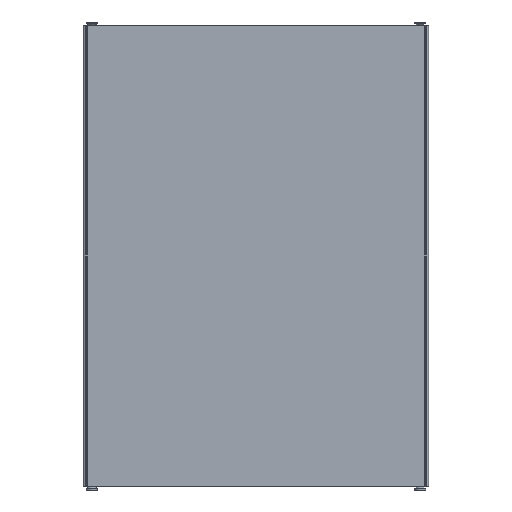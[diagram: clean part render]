
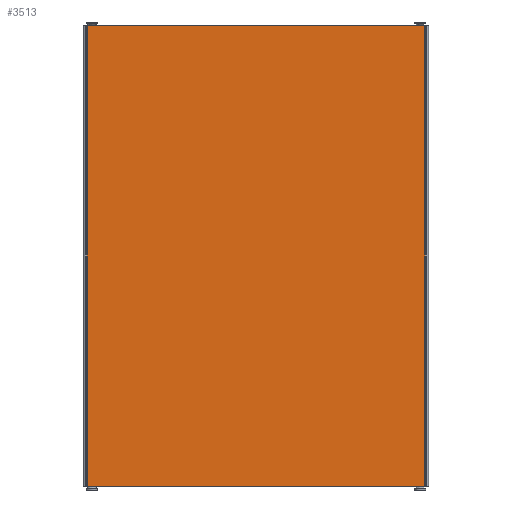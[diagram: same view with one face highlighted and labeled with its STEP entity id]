
A CAD part, front view. The second image highlights one B-rep face of the part: STEP entity #3513.
In plain terms, the highlighted planar face has unit normal (0, -1, 0).
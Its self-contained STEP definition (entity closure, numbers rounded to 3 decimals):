
#495=FACE_OUTER_BOUND('',#673,.T.);
#673=EDGE_LOOP('',(#2944,#2945,#2946,#2947));
#783=LINE('',#4931,#1074);
#884=LINE('',#5352,#1175);
#989=LINE('',#5579,#1280);
#991=LINE('',#5582,#1282);
#1074=VECTOR('',#3977,161.1);
#1175=VECTOR('',#4298,161.1);
#1280=VECTOR('',#4597,220.);
#1282=VECTOR('',#4601,220.);
#1526=VERTEX_POINT('',#4928);
#1527=VERTEX_POINT('',#4930);
#1736=VERTEX_POINT('',#5349);
#1737=VERTEX_POINT('',#5351);
#1864=EDGE_CURVE('',#1526,#1527,#783,.T.);
#2074=EDGE_CURVE('',#1736,#1737,#884,.T.);
#2192=EDGE_CURVE('',#1527,#1736,#989,.T.);
#2194=EDGE_CURVE('',#1737,#1526,#991,.T.);
#2944=ORIENTED_EDGE('',*,*,#2192,.F.);
#2945=ORIENTED_EDGE('',*,*,#1864,.F.);
#2946=ORIENTED_EDGE('',*,*,#2194,.F.);
#2947=ORIENTED_EDGE('',*,*,#2074,.F.);
#3398=PLANE('',#3830);
#3513=ADVANCED_FACE('',(#495),#3398,.F.);
#3830=AXIS2_PLACEMENT_3D('',#5581,#4599,#4600);
#3977=DIRECTION('',(-1.,0.,0.));
#4298=DIRECTION('',(1.,0.,0.));
#4597=DIRECTION('',(0.,0.,1.));
#4599=DIRECTION('center_axis',(0.,1.,0.));
#4600=DIRECTION('ref_axis',(0.,0.,1.));
#4601=DIRECTION('',(0.,0.,-1.));
#4928=CARTESIAN_POINT('',(80.55,-15.,-110.));
#4930=CARTESIAN_POINT('',(-80.55,-15.,-110.));
#4931=CARTESIAN_POINT('',(-80.55,-15.,-110.));
#5349=CARTESIAN_POINT('',(-80.55,-15.,110.));
#5351=CARTESIAN_POINT('',(80.55,-15.,110.));
#5352=CARTESIAN_POINT('',(-80.55,-15.,110.));
#5579=CARTESIAN_POINT('',(-80.55,-15.,5.));
#5581=CARTESIAN_POINT('Origin',(-80.75,-15.,5.));
#5582=CARTESIAN_POINT('',(80.55,-15.,5.));
